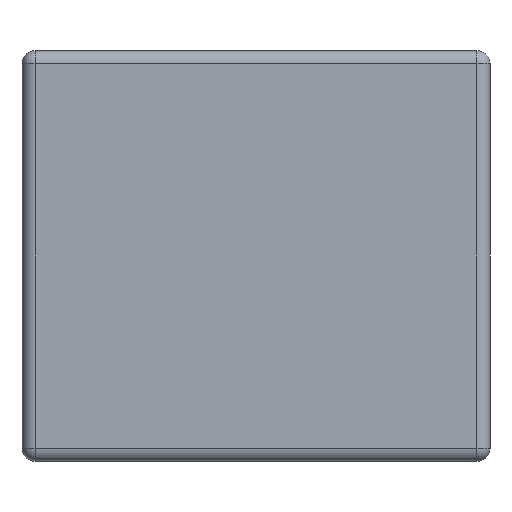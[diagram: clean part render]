
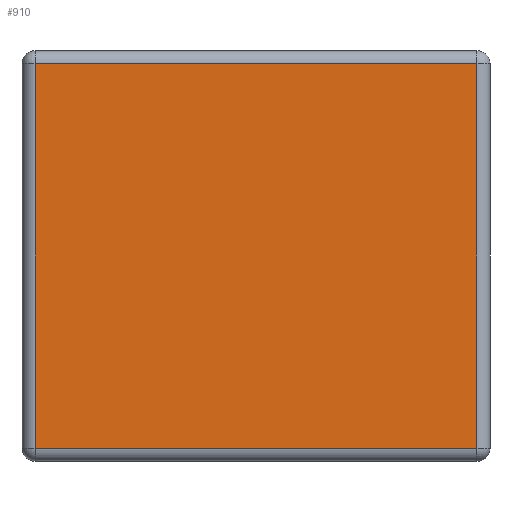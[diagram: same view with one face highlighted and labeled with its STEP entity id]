
A CAD part, left-side view. The second image highlights one B-rep face of the part: STEP entity #910.
In plain terms, the highlighted planar face has unit normal (-1, 0, 0).
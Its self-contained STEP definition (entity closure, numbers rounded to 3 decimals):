
#37 = VECTOR ( 'NONE', #620, 1000. ) ;
#62 = VERTEX_POINT ( 'NONE', #977 ) ;
#64 = ORIENTED_EDGE ( 'NONE', *, *, #1029, .T. ) ;
#71 = FACE_OUTER_BOUND ( 'NONE', #576, .T. ) ;
#76 = ORIENTED_EDGE ( 'NONE', *, *, #1048, .T. ) ;
#78 = CARTESIAN_POINT ( 'NONE',  ( -1.6, 2.85, -1.25 ) ) ;
#88 = DIRECTION ( 'NONE',  ( 0., 0., -1. ) ) ;
#163 = LINE ( 'NONE', #365, #302 ) ;
#168 = LINE ( 'NONE', #267, #226 ) ;
#186 = PLANE ( 'NONE',  #549 ) ;
#210 = ORIENTED_EDGE ( 'NONE', *, *, #446, .T. ) ;
#226 = VECTOR ( 'NONE', #88, 1000. ) ;
#263 = CARTESIAN_POINT ( 'NONE',  ( -1.6, 0.08, -1.17 ) ) ;
#267 = CARTESIAN_POINT ( 'NONE',  ( -1.6, 2.77, -1.25 ) ) ;
#302 = VECTOR ( 'NONE', #1170, 1000. ) ;
#347 = DIRECTION ( 'NONE',  ( 0., 0., 1. ) ) ;
#353 = DIRECTION ( 'NONE',  ( 1., 0., 0. ) ) ;
#365 = CARTESIAN_POINT ( 'NONE',  ( -1.6, 2.85, 1.17 ) ) ;
#446 = EDGE_CURVE ( 'NONE', #983, #62, #1141, .T. ) ;
#549 = AXIS2_PLACEMENT_3D ( 'NONE', #78, #353, #943 ) ;
#576 = EDGE_LOOP ( 'NONE', ( #64, #1033, #210, #76 ) ) ;
#620 = DIRECTION ( 'NONE',  ( 0., -1., 0. ) ) ;
#666 = VECTOR ( 'NONE', #347, 1000. ) ;
#723 = CARTESIAN_POINT ( 'NONE',  ( -1.6, 2.77, 1.17 ) ) ;
#732 = CARTESIAN_POINT ( 'NONE',  ( -1.6, 0.08, -1.25 ) ) ;
#736 = LINE ( 'NONE', #932, #37 ) ;
#754 = EDGE_CURVE ( 'NONE', #1079, #983, #736, .T. ) ;
#910 = ADVANCED_FACE ( 'NONE', ( #71 ), #186, .F. ) ;
#932 = CARTESIAN_POINT ( 'NONE',  ( -1.6, 2.85, -1.17 ) ) ;
#943 = DIRECTION ( 'NONE',  ( 0., 0., -1. ) ) ;
#977 = CARTESIAN_POINT ( 'NONE',  ( -1.6, 0.08, 1.17 ) ) ;
#980 = CARTESIAN_POINT ( 'NONE',  ( -1.6, 2.77, -1.17 ) ) ;
#983 = VERTEX_POINT ( 'NONE', #263 ) ;
#1029 = EDGE_CURVE ( 'NONE', #1186, #1079, #168, .T. ) ;
#1033 = ORIENTED_EDGE ( 'NONE', *, *, #754, .T. ) ;
#1048 = EDGE_CURVE ( 'NONE', #62, #1186, #163, .T. ) ;
#1079 = VERTEX_POINT ( 'NONE', #980 ) ;
#1141 = LINE ( 'NONE', #732, #666 ) ;
#1170 = DIRECTION ( 'NONE',  ( 0., 1., 0. ) ) ;
#1186 = VERTEX_POINT ( 'NONE', #723 ) ;
